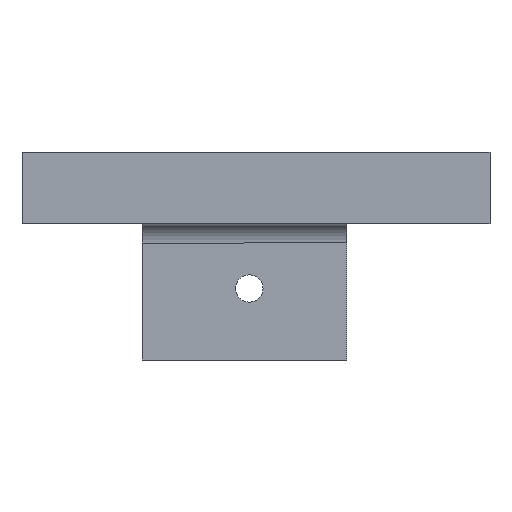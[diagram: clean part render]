
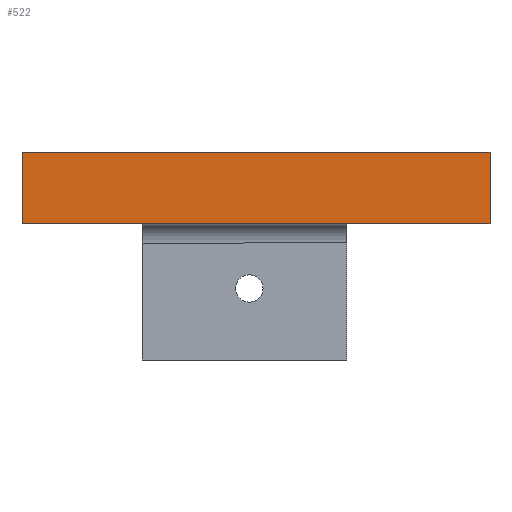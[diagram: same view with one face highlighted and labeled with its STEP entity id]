
A CAD part, front view. The second image highlights one B-rep face of the part: STEP entity #522.
In plain terms, the highlighted planar face has unit normal (0, -1, 0).
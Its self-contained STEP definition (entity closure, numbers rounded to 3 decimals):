
#135 = ORIENTED_EDGE ( 'NONE', *, *, #661, .T. ) ;
#182 = ORIENTED_EDGE ( 'NONE', *, *, #316, .F. ) ;
#285 = LINE ( 'NONE', #1719, #625 ) ;
#296 = FACE_OUTER_BOUND ( 'NONE', #556, .T. ) ;
#316 = EDGE_CURVE ( 'NONE', #997, #1379, #1271, .T. ) ;
#385 = EDGE_CURVE ( 'NONE', #997, #718, #285, .T. ) ;
#393 = CARTESIAN_POINT ( 'NONE',  ( -4., 0., 11. ) ) ;
#409 = LINE ( 'NONE', #1254, #947 ) ;
#413 = AXIS2_PLACEMENT_3D ( 'NONE', #583, #1332, #593 ) ;
#496 = CARTESIAN_POINT ( 'NONE',  ( 0., 0., 0. ) ) ;
#522 = ADVANCED_FACE ( 'NONE', ( #296 ), #1180, .F. ) ;
#556 = EDGE_LOOP ( 'NONE', ( #135, #903, #182, #1637 ) ) ;
#583 = CARTESIAN_POINT ( 'NONE',  ( 0., 0., 5. ) ) ;
#593 = DIRECTION ( 'NONE',  ( 0., 0., 1. ) ) ;
#625 = VECTOR ( 'NONE', #1559, 1000. ) ;
#661 = EDGE_CURVE ( 'NONE', #718, #770, #1115, .T. ) ;
#718 = VERTEX_POINT ( 'NONE', #1558 ) ;
#770 = VERTEX_POINT ( 'NONE', #835 ) ;
#835 = CARTESIAN_POINT ( 'NONE',  ( 68., 0., 0. ) ) ;
#903 = ORIENTED_EDGE ( 'NONE', *, *, #1565, .F. ) ;
#939 = DIRECTION ( 'NONE',  ( 1., 0., 0. ) ) ;
#947 = VECTOR ( 'NONE', #1278, 1000. ) ;
#997 = VERTEX_POINT ( 'NONE', #393 ) ;
#1115 = LINE ( 'NONE', #496, #1205 ) ;
#1180 = PLANE ( 'NONE',  #413 ) ;
#1205 = VECTOR ( 'NONE', #1378, 1000. ) ;
#1231 = CARTESIAN_POINT ( 'NONE',  ( 0., 0., 11. ) ) ;
#1254 = CARTESIAN_POINT ( 'NONE',  ( 68., 0., 5. ) ) ;
#1271 = LINE ( 'NONE', #1231, #1568 ) ;
#1278 = DIRECTION ( 'NONE',  ( 0., 0., -1. ) ) ;
#1332 = DIRECTION ( 'NONE',  ( 0., 1., 0. ) ) ;
#1378 = DIRECTION ( 'NONE',  ( 1., 0., 0. ) ) ;
#1379 = VERTEX_POINT ( 'NONE', #1395 ) ;
#1395 = CARTESIAN_POINT ( 'NONE',  ( 68., 0., 11. ) ) ;
#1558 = CARTESIAN_POINT ( 'NONE',  ( -4., 0., 0. ) ) ;
#1559 = DIRECTION ( 'NONE',  ( 0., 0., -1. ) ) ;
#1565 = EDGE_CURVE ( 'NONE', #1379, #770, #409, .T. ) ;
#1568 = VECTOR ( 'NONE', #939, 1000. ) ;
#1637 = ORIENTED_EDGE ( 'NONE', *, *, #385, .T. ) ;
#1719 = CARTESIAN_POINT ( 'NONE',  ( -4., 0., 5. ) ) ;
